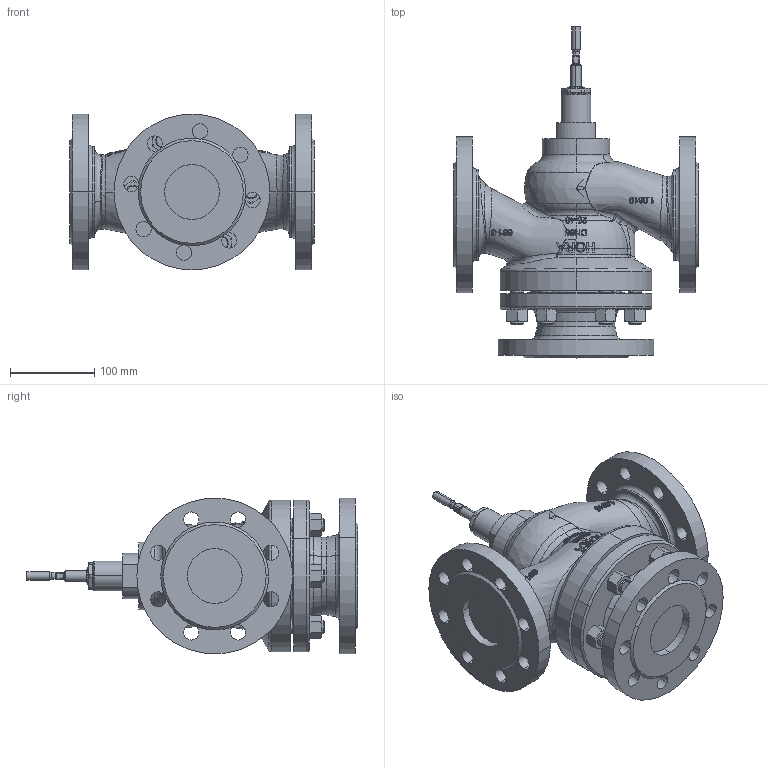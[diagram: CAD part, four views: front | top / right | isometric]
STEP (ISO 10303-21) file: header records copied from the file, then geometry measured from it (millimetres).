
FILE_DESCRIPTION (( 'STEP AP203' ), '1' );
FILE_NAME ('BR340S DN50 XXX PN25-40 for MC_STEP (Defeature).STEP', '2015-03-11T15:39:38', ( 'tdietz' ), ( '' ), 'SwSTEP 2.0', 'SolidWorks 2014', '' );
FILE_SCHEMA (( 'CONFIG_CONTROL_DESIGN' ));
Products named in the file (1): BR340S DN50 XXX PN25-40 for MC_STEP (Defeature)
Bounding box: 290 x 394 x 185 mm (x, y, z)
Volume: 5513855.5 mm3; surface area: 397753.7 mm2
Topology: 1 solids, 1 shells, 837 faces, 2249 edges, 1444 vertices
Faces by surface type: bspline 246, plane 209, cylinder 150, cone 118, torus 112, sphere 2
Entity records: 181648 total; most frequent: CARTESIAN_POINT 162660, ORIENTED_EDGE 4480, DIRECTION 3170, EDGE_CURVE 2240, VERTEX_POINT 1441, AXIS2_PLACEMENT_3D 1320, B_SPLINE_CURVE_WITH_KNOTS 975, EDGE_LOOP 933
